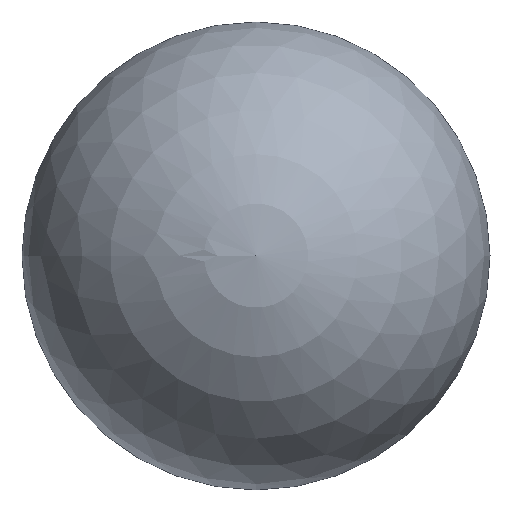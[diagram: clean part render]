
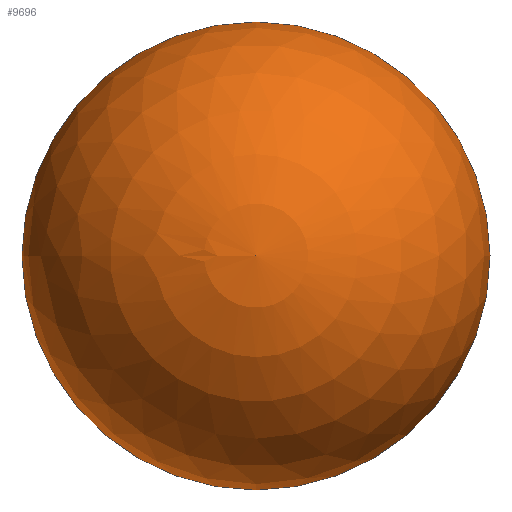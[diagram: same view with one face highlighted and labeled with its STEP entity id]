
A CAD part, top view. The second image highlights one B-rep face of the part: STEP entity #9696.
In plain terms, the highlighted spherical face has radius 22.5 mm.
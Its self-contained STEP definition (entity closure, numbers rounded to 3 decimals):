
#844 = CIRCLE ( 'NONE', #2698, 22.5 ) ;
#1866 = SPHERICAL_SURFACE ( 'NONE', #8031, 22.5 ) ;
#2057 = DIRECTION ( 'NONE',  ( -1., 0., 0. ) ) ;
#2478 = CARTESIAN_POINT ( 'NONE',  ( 0., -22.5, 0. ) ) ;
#2698 = AXIS2_PLACEMENT_3D ( 'NONE', #10432, #4531, #11411 ) ;
#2789 = DIRECTION ( 'NONE',  ( 0., 0., -1. ) ) ;
#4156 = VERTEX_POINT ( 'NONE', #2478 ) ;
#4531 = DIRECTION ( 'NONE',  ( 0., 0., 1. ) ) ;
#6453 = AXIS2_PLACEMENT_3D ( 'NONE', #8680, #2789, #9676 ) ;
#6909 = CARTESIAN_POINT ( 'NONE',  ( 0., 0., 0. ) ) ;
#7948 = DIRECTION ( 'NONE',  ( 0., 0., -1. ) ) ;
#8031 = AXIS2_PLACEMENT_3D ( 'NONE', #6909, #7948, #2057 ) ;
#8680 = CARTESIAN_POINT ( 'NONE',  ( 0., 0., 0. ) ) ;
#8794 = VERTEX_POINT ( 'NONE', #10677 ) ;
#9108 = ORIENTED_EDGE ( 'NONE', *, *, #10004, .F. ) ;
#9676 = DIRECTION ( 'NONE',  ( -1., 0., 0. ) ) ;
#9696 = ADVANCED_FACE ( 'NONE', ( #12308 ), #1866, .T. ) ;
#10004 = EDGE_CURVE ( 'NONE', #8794, #4156, #12468, .T. ) ;
#10432 = CARTESIAN_POINT ( 'NONE',  ( 0., 0., 0. ) ) ;
#10677 = CARTESIAN_POINT ( 'NONE',  ( 0., 22.5, 0. ) ) ;
#10811 = EDGE_LOOP ( 'NONE', ( #9108, #11731 ) ) ;
#11145 = EDGE_CURVE ( 'NONE', #8794, #4156, #844, .T. ) ;
#11411 = DIRECTION ( 'NONE',  ( 1., 0., 0. ) ) ;
#11731 = ORIENTED_EDGE ( 'NONE', *, *, #11145, .T. ) ;
#12308 = FACE_OUTER_BOUND ( 'NONE', #10811, .T. ) ;
#12468 = CIRCLE ( 'NONE', #6453, 22.5 ) ;
